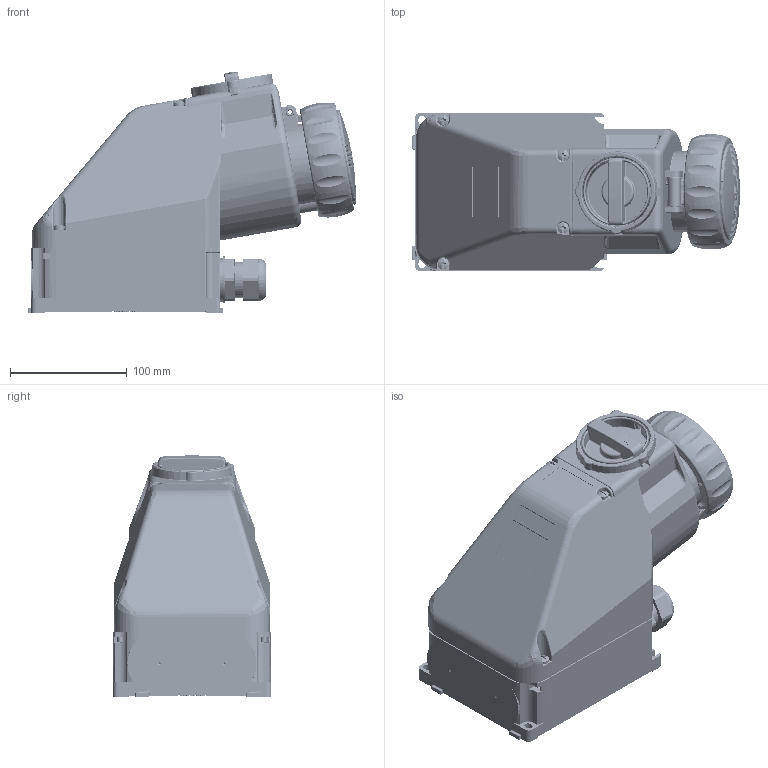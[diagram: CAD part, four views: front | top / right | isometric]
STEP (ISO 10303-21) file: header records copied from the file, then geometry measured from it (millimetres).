
FILE_DESCRIPTION (( 'STEP AP203' ), '1' );
FILE_NAME ('8571_11-506-ap203.STEP', '2013-05-06T13:18:55', ( 'Admin' ), ( 'R. STAHL AG' ), 'SwSTEP 2.0', 'SolidWorks 2013', '' );
FILE_SCHEMA (( 'CONFIG_CONTROL_DESIGN' ));
Length unit declared in the file: millimetre
Products named in the file (37): 82_900_37_59_0_ohne Beschriftung; 509_653_1_201110; 81_610_79_01_0_Stutzen; 85_710_01_16_0_3d export; 85_719_01_05_0; 8571_11-506-ap203; 509_653_2_201110; 81_610_79_01_0_Dichtung; 85_719_03_05_0; 85_719_02_49_0; 81_610_79_01_0_Hutmutter; 509_653_0_201110; 85_719_03_05_0_Dichtung; 85_709_17_14_0; Anschlussgewindedichtung_M32; 85_710_10_49_0_3d export; 85_709_17_14_0Dichtung; Staubschutzkappe_M32; 509_643_0; 85_709_06_14_0; 81_610_79_01_0; 509_643_1; 85_759_01_94_0_montiert; 85_709_01_16_0; 85_719_17_04_0; 82_909_03_59_0_ohne Beschriftung; 506_797_0_geb”rdelt; 515_843_0_8570 einbau; 515_612_0; 85_719_11_28_0; 506_770_0_M5; 505_744_0_Vereinfacht; 85_719_01_05_0_Dichtung
Assembly tree (42 placements, depth 5):
  8571_11-506-ap203
    85_719_17_04_0
    85_719_01_05_0
      85_719_01_05_0
      85_719_01_05_0_Dichtung
    85_710_10_49_0_3d export
      85_719_02_49_0
      85_710_01_16_0_3d export
        85_709_17_14_0
          85_709_17_14_0
          85_709_17_14_0Dichtung
        85_709_01_16_0
        515_843_0_8570 einbau
        505_744_0_Vereinfacht
      85_719_03_05_0
        85_719_03_05_0
        85_719_03_05_0_Dichtung
      85_709_06_14_0  x4
      85_759_01_94_0_montiert
      506_797_0_geb”rdelt
      85_719_11_28_0
      509_653_0_201110
        509_653_1_201110
        509_653_2_201110
    509_643_0  x4
      509_643_0
      509_643_1
    506_770_0_M5
    81_610_79_01_0
      81_610_79_01_0_Stutzen
      81_610_79_01_0_Dichtung
      81_610_79_01_0_Hutmutter
      Anschlussgewindedichtung_M32
      Staubschutzkappe_M32
    82_900_37_59_0_ohne Beschriftung
      82_909_03_59_0_ohne Beschriftung
      515_612_0
Bounding box: 280.33 x 135 x 206.22 mm (x, y, z)
Volume: 999891.6 mm3; surface area: 524532 mm2
Topology: 42 solids, 42 shells, 6460 faces, 17373 edges, 11119 vertices
Faces by surface type: plane 2708, cylinder 1572, bspline 1207, torus 423, cone 415, sphere 135
Entity records: 232681 total; most frequent: CARTESIAN_POINT 89772, ORIENTED_EDGE 30826, DIRECTION 26783, EDGE_CURVE 15413, VERTEX_POINT 9893, AXIS2_PLACEMENT_3D 9314, VECTOR 8155, LINE 8155
